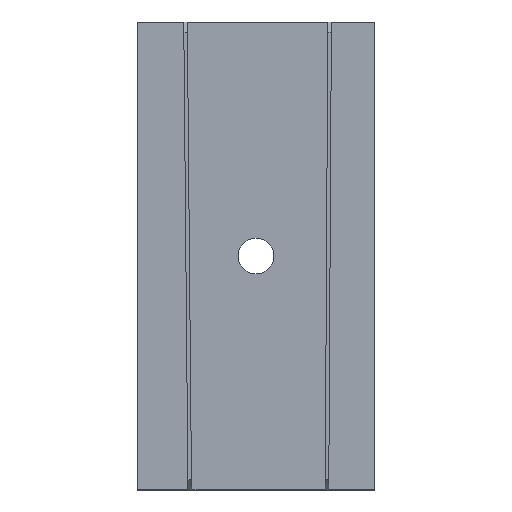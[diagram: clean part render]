
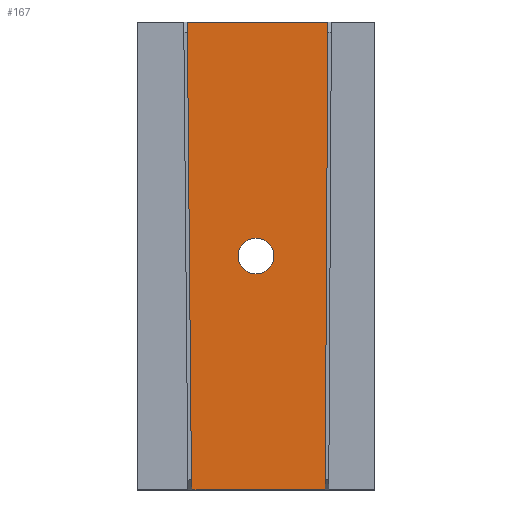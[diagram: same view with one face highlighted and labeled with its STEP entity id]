
A CAD part, top view. The second image highlights one B-rep face of the part: STEP entity #167.
In plain terms, the highlighted face is planar.
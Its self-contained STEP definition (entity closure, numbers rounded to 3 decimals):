
#68=CARTESIAN_POINT('Axis2P3D Location',(0.,5.,0.)) ;
#72=CARTESIAN_POINT('Vertex',(0.,5.,-25.)) ;
#74=CARTESIAN_POINT('Vertex',(0.,5.,25.)) ;
#103=CARTESIAN_POINT('Axis2P3D Location',(0.,5.,0.)) ;
#108=CARTESIAN_POINT('Line Origine',(-93.35,5.,-0.022)) ;
#112=CARTESIAN_POINT('Vertex',(-90.4,5.,327.955)) ;
#114=CARTESIAN_POINT('Vertex',(-96.3,5.,-328.)) ;
#117=CARTESIAN_POINT('Line Origine',(-92.9,5.,327.978)) ;
#121=CARTESIAN_POINT('Vertex',(-95.4,5.,328.)) ;
#124=CARTESIAN_POINT('Line Origine',(3.3,5.,328.)) ;
#128=CARTESIAN_POINT('Vertex',(102.,5.,328.)) ;
#131=CARTESIAN_POINT('Line Origine',(99.5,5.,327.986)) ;
#135=CARTESIAN_POINT('Vertex',(97.,5.,327.972)) ;
#138=CARTESIAN_POINT('Line Origine',(98.85,5.,-0.014)) ;
#142=CARTESIAN_POINT('Vertex',(100.7,5.,-328.)) ;
#145=CARTESIAN_POINT('Line Origine',(2.2,5.,-328.)) ;
#158=CARTESIAN_POINT('Axis2P3D Location',(0.,5.,0.)) ;
#69=DIRECTION('Axis2P3D Direction',(0.,-1.,-0.)) ;
#104=DIRECTION('Axis2P3D Direction',(0.,1.,0.)) ;
#105=DIRECTION('Axis2P3D XDirection',(0.,-0.,1.)) ;
#109=DIRECTION('Vector Direction',(-0.009,0.,-1.)) ;
#118=DIRECTION('Vector Direction',(1.,0.,-0.009)) ;
#125=DIRECTION('Vector Direction',(1.,0.,0.)) ;
#132=DIRECTION('Vector Direction',(1.,0.,0.006)) ;
#139=DIRECTION('Vector Direction',(-0.006,0.,1.)) ;
#146=DIRECTION('Vector Direction',(-1.,0.,0.)) ;
#159=DIRECTION('Axis2P3D Direction',(0.,1.,0.)) ;
#70=AXIS2_PLACEMENT_3D('Circle Axis2P3D',#68,#69,$) ;
#106=AXIS2_PLACEMENT_3D('Plane Axis2P3D',#103,#104,#105) ;
#160=AXIS2_PLACEMENT_3D('Circle Axis2P3D',#158,#159,$) ;
#151=ORIENTED_EDGE('',*,*,#116,.F.) ;
#152=ORIENTED_EDGE('',*,*,#123,.F.) ;
#153=ORIENTED_EDGE('',*,*,#130,.T.) ;
#154=ORIENTED_EDGE('',*,*,#137,.F.) ;
#155=ORIENTED_EDGE('',*,*,#144,.F.) ;
#156=ORIENTED_EDGE('',*,*,#149,.T.) ;
#164=ORIENTED_EDGE('',*,*,#76,.F.) ;
#165=ORIENTED_EDGE('',*,*,#162,.F.) ;
#166=FACE_BOUND('',#163,.T.) ;
#110=VECTOR('Line Direction',#109,1.) ;
#119=VECTOR('Line Direction',#118,1.) ;
#126=VECTOR('Line Direction',#125,1.) ;
#133=VECTOR('Line Direction',#132,1.) ;
#140=VECTOR('Line Direction',#139,1.) ;
#147=VECTOR('Line Direction',#146,1.) ;
#167=ADVANCED_FACE('MANIFOLD_SOLID_BREP #486496',(#157,#166),#107,.T.) ;
#71=CIRCLE('generated circle',#70,25.) ;
#161=CIRCLE('generated circle',#160,25.) ;
#76=EDGE_CURVE('',#73,#75,#71,.F.) ;
#116=EDGE_CURVE('',#113,#115,#111,.T.) ;
#123=EDGE_CURVE('',#122,#113,#120,.T.) ;
#130=EDGE_CURVE('',#122,#129,#127,.T.) ;
#137=EDGE_CURVE('',#136,#129,#134,.T.) ;
#144=EDGE_CURVE('',#143,#136,#141,.T.) ;
#149=EDGE_CURVE('',#143,#115,#148,.T.) ;
#162=EDGE_CURVE('',#75,#73,#161,.T.) ;
#150=EDGE_LOOP('',(#151,#152,#153,#154,#155,#156)) ;
#163=EDGE_LOOP('',(#164,#165)) ;
#157=FACE_OUTER_BOUND('',#150,.T.) ;
#111=LINE('Line',#108,#110) ;
#120=LINE('Line',#117,#119) ;
#127=LINE('Line',#124,#126) ;
#134=LINE('Line',#131,#133) ;
#141=LINE('Line',#138,#140) ;
#148=LINE('Line',#145,#147) ;
#107=PLANE('',#106) ;
#73=VERTEX_POINT('',#72) ;
#75=VERTEX_POINT('',#74) ;
#113=VERTEX_POINT('',#112) ;
#115=VERTEX_POINT('',#114) ;
#122=VERTEX_POINT('',#121) ;
#129=VERTEX_POINT('',#128) ;
#136=VERTEX_POINT('',#135) ;
#143=VERTEX_POINT('',#142) ;
